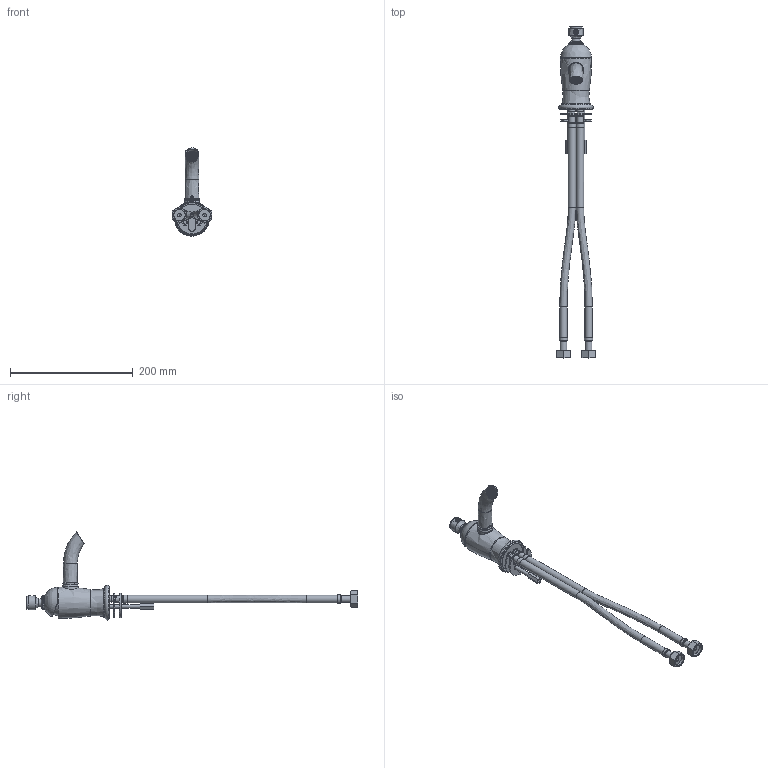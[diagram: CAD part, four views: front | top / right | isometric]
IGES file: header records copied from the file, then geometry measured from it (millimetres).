
Global section: file name: V210; native system: Autodesk Inventor 2018; preprocessor: unknown; author: gwilkes; date: 20190708.141618; units: millimetre
Bounding box: 64 x 540.22 x 143.54 mm (x, y, z)
Volume: 291960 mm3; surface area: 130096.1 mm2
Topology: 31 solids, 31 shells, 2196 faces, 5645 edges, 3615 vertices
Faces by surface type: bspline 2195, revolution 1
